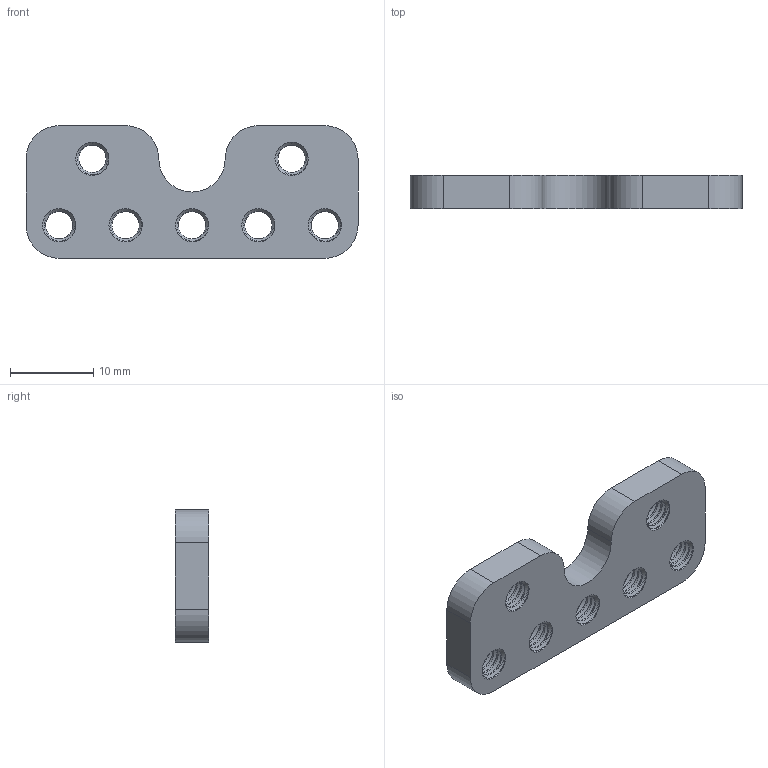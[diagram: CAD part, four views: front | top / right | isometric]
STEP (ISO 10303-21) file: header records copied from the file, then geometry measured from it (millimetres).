
FILE_DESCRIPTION (( 'STEP AP203' ), '1' );
FILE_NAME ('1225-0001-0001.STEP', '2018-10-08T13:21:47', ( '' ), ( '' ), 'SwSTEP 2.0', 'SolidWorks 2016', '' );
FILE_SCHEMA (( 'CONFIG_CONTROL_DESIGN' ));
Length unit declared in the file: millimetre
Products named in the file (1): 1225-0001-0001
Bounding box: 40 x 4 x 16 mm (x, y, z)
Volume: 1959.4 mm3; surface area: 1908.1 mm2
Topology: 1 solids, 1 shells, 238 faces, 673 edges, 437 vertices
Faces by surface type: cylinder 175, cone 42, bspline 14, plane 7
Entity records: 24551 total; most frequent: CARTESIAN_POINT 19338, ORIENTED_EDGE 1346, DIRECTION 838, EDGE_CURVE 673, VERTEX_POINT 437, AXIS2_PLACEMENT_3D 317, EDGE_LOOP 252, ADVANCED_FACE 238
